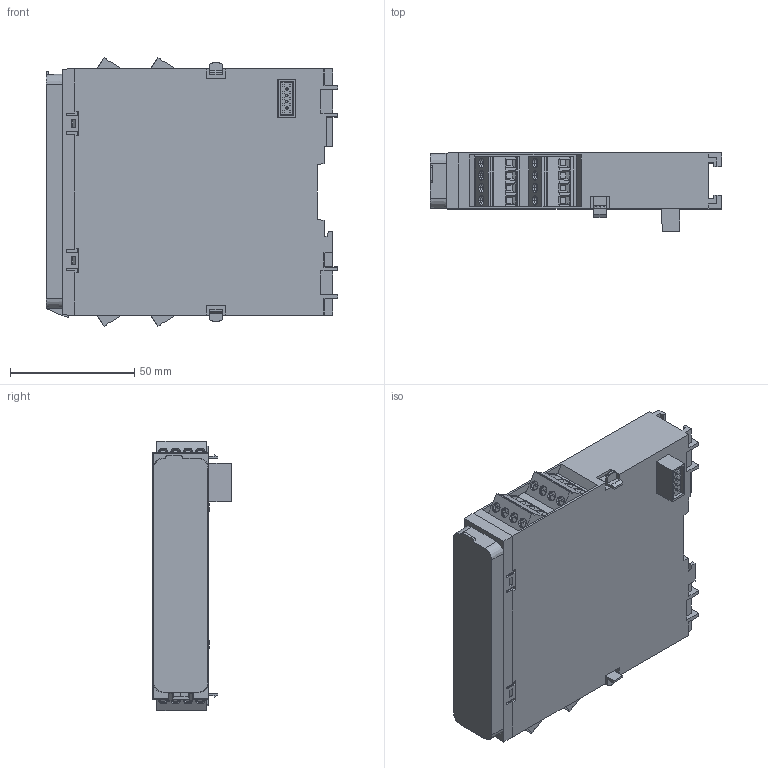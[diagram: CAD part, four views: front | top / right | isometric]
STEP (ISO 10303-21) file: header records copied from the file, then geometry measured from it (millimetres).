
FILE_DESCRIPTION (( 'STEP AP214' ), '1' );
FILE_NAME ('HR6S-EP1P.STEP', '2020-11-13T05:12:18', ( 'IDEC' ), ( 'IDEC' ), 'SwSTEP 2.0', 'SolidWorks 2019', '' );
FILE_SCHEMA (( 'AUTOMOTIVE_DESIGN' ));
Length unit declared in the file: millimetre
Products named in the file (1): HR6S-EP1P
Bounding box: 117.2 x 31.56 x 108.22 mm (x, y, z)
Volume: 246609.4 mm3; surface area: 40484 mm2
Topology: 1 solids, 1 shells, 904 faces, 2305 edges, 1498 vertices
Faces by surface type: plane 646, cylinder 190, bspline 64, cone 4
Entity records: 28853 total; most frequent: CARTESIAN_POINT 7040, ORIENTED_EDGE 4610, DIRECTION 4337, EDGE_CURVE 2305, LINE 1723, VECTOR 1723, VERTEX_POINT 1498, AXIS2_PLACEMENT_3D 1307
